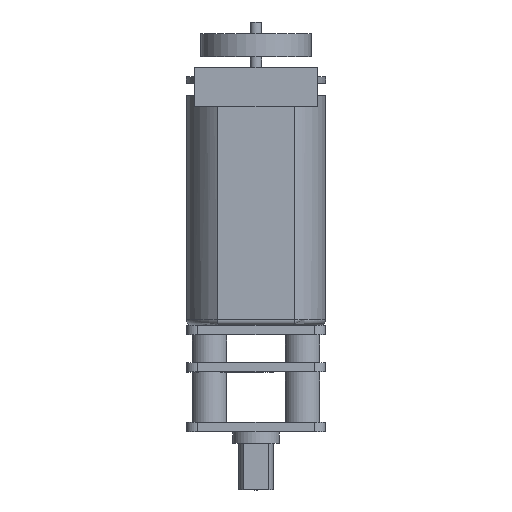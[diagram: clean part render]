
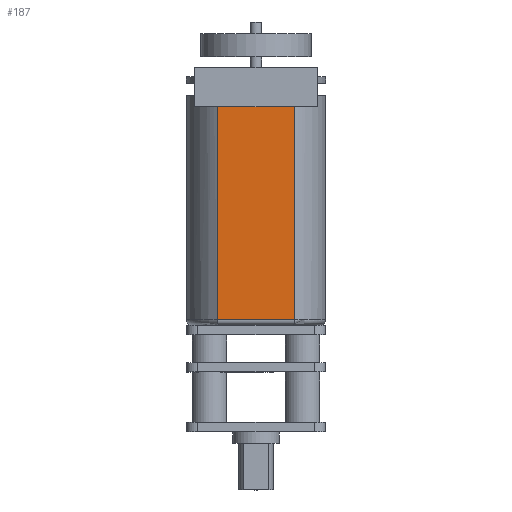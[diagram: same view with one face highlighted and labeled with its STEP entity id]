
A CAD part, top view. The second image highlights one B-rep face of the part: STEP entity #187.
In plain terms, the highlighted planar face has unit normal (0, 0, 1).
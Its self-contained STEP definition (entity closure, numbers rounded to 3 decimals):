
#187 = ADVANCED_FACE( '', ( #464, #465, #466, #467, #468 ), #469, .T. );
#464 = FACE_OUTER_BOUND( '', #857, .T. );
#465 = FACE_BOUND( '', #858, .T. );
#466 = FACE_BOUND( '', #859, .T. );
#467 = FACE_BOUND( '', #860, .T. );
#468 = FACE_BOUND( '', #861, .T. );
#469 = PLANE( '', #862 );
#857 = EDGE_LOOP( '', ( #1359, #1360, #1361, #1362, #1363, #1364, #1365, #1366, #1367, #1368, #1369, #1370 ) );
#858 = EDGE_LOOP( '', ( #1371 ) );
#859 = EDGE_LOOP( '', ( #1372 ) );
#860 = EDGE_LOOP( '', ( #1373 ) );
#861 = EDGE_LOOP( '', ( #1374 ) );
#862 = AXIS2_PLACEMENT_3D( '', #1375, #1376, #1377 );
#1359 = ORIENTED_EDGE( '', *, *, #2191, .T. );
#1360 = ORIENTED_EDGE( '', *, *, #2233, .F. );
#1361 = ORIENTED_EDGE( '', *, *, #2234, .F. );
#1362 = ORIENTED_EDGE( '', *, *, #2235, .F. );
#1363 = ORIENTED_EDGE( '', *, *, #2236, .T. );
#1364 = ORIENTED_EDGE( '', *, *, #2237, .F. );
#1365 = ORIENTED_EDGE( '', *, *, #2238, .T. );
#1366 = ORIENTED_EDGE( '', *, *, #2211, .F. );
#1367 = ORIENTED_EDGE( '', *, *, #2134, .T. );
#1368 = ORIENTED_EDGE( '', *, *, #2239, .T. );
#1369 = ORIENTED_EDGE( '', *, *, #2240, .F. );
#1370 = ORIENTED_EDGE( '', *, *, #2241, .F. );
#1371 = ORIENTED_EDGE( '', *, *, #2242, .F. );
#1372 = ORIENTED_EDGE( '', *, *, #2243, .F. );
#1373 = ORIENTED_EDGE( '', *, *, #2139, .F. );
#1374 = ORIENTED_EDGE( '', *, *, #2120, .F. );
#1375 = CARTESIAN_POINT( '', ( 3.317, 19.8, 5. ) );
#1376 = DIRECTION( '', ( 0., 0., 1. ) );
#1377 = DIRECTION( '', ( 1., 0., 0. ) );
#2120 = EDGE_CURVE( '', #2494, #2494, #2495, .T. );
#2134 = EDGE_CURVE( '', #2519, #2517, #2520, .T. );
#2139 = EDGE_CURVE( '', #2527, #2527, #2528, .T. );
#2191 = EDGE_CURVE( '', #2613, #2615, #2617, .T. );
#2211 = EDGE_CURVE( '', #2519, #2651, #2652, .T. );
#2233 = EDGE_CURVE( '', #2689, #2615, #2690, .T. );
#2234 = EDGE_CURVE( '', #2691, #2689, #2692, .T. );
#2235 = EDGE_CURVE( '', #2693, #2691, #2694, .T. );
#2236 = EDGE_CURVE( '', #2693, #2695, #2696, .T. );
#2237 = EDGE_CURVE( '', #2697, #2695, #2698, .T. );
#2238 = EDGE_CURVE( '', #2697, #2651, #2699, .T. );
#2239 = EDGE_CURVE( '', #2517, #2700, #2701, .F. );
#2240 = EDGE_CURVE( '', #2702, #2700, #2703, .T. );
#2241 = EDGE_CURVE( '', #2613, #2702, #2704, .T. );
#2242 = EDGE_CURVE( '', #2705, #2705, #2706, .T. );
#2243 = EDGE_CURVE( '', #2707, #2707, #2708, .T. );
#2494 = VERTEX_POINT( '', #3045 );
#2495 = CIRCLE( '', #3046, 0.5 );
#2517 = VERTEX_POINT( '', #3085 );
#2519 = VERTEX_POINT( '', #3087 );
#2520 = LINE( '', #3088, #3089 );
#2527 = VERTEX_POINT( '', #3096 );
#2528 = CIRCLE( '', #3097, 0.5 );
#2613 = VERTEX_POINT( '', #3204 );
#2615 = VERTEX_POINT( '', #3206 );
#2617 = CIRCLE( '', #3208, 0.5 );
#2651 = VERTEX_POINT( '', #3255 );
#2652 = LINE( '', #3256, #3257 );
#2689 = VERTEX_POINT( '', #3308 );
#2690 = LINE( '', #3309, #3310 );
#2691 = VERTEX_POINT( '', #3311 );
#2692 = LINE( '', #3312, #3313 );
#2693 = VERTEX_POINT( '', #3314 );
#2694 = LINE( '', #3315, #3316 );
#2695 = VERTEX_POINT( '', #3317 );
#2696 = LINE( '', #3318, #3319 );
#2697 = VERTEX_POINT( '', #3320 );
#2698 = LINE( '', #3321, #3322 );
#2699 = CIRCLE( '', #3323, 0.5 );
#2700 = VERTEX_POINT( '', #3324 );
#2701 = LINE( '', #3325, #3326 );
#2702 = VERTEX_POINT( '', #3327 );
#2703 = LINE( '', #3328, #3329 );
#2704 = LINE( '', #3330, #3331 );
#2705 = VERTEX_POINT( '', #3332 );
#2706 = CIRCLE( '', #3333, 0.5 );
#2707 = VERTEX_POINT( '', #3334 );
#2708 = CIRCLE( '', #3335, 0.5 );
#3045 = CARTESIAN_POINT( '', ( -1.72, 20.3, 5. ) );
#3046 = AXIS2_PLACEMENT_3D( '', #3775, #3776, #3777 );
#3085 = CARTESIAN_POINT( '', ( -3.317, 0.5, 5. ) );
#3087 = CARTESIAN_POINT( '', ( -3.317, 19.8, 5. ) );
#3088 = CARTESIAN_POINT( '', ( -3.317, 19.8, 5. ) );
#3089 = VECTOR( '', #3788, 1000. );
#3096 = CARTESIAN_POINT( '', ( -0.24, 20.3, 5. ) );
#3097 = AXIS2_PLACEMENT_3D( '', #3798, #3799, #3800 );
#3204 = CARTESIAN_POINT( '', ( 3.7, 19.8, 5. ) );
#3206 = CARTESIAN_POINT( '', ( 3.7, 20.8, 5. ) );
#3208 = AXIS2_PLACEMENT_3D( '', #3874, #3875, #3876 );
#3255 = CARTESIAN_POINT( '', ( -3.7, 19.8, 5. ) );
#3256 = CARTESIAN_POINT( '', ( 4.2, 19.8, 5. ) );
#3257 = VECTOR( '', #3896, 1000. );
#3308 = CARTESIAN_POINT( '', ( 3.317, 20.8, 5. ) );
#3309 = CARTESIAN_POINT( '', ( -4.2, 20.8, 5. ) );
#3310 = VECTOR( '', #3917, 1000. );
#3311 = CARTESIAN_POINT( '', ( 3.317, 21.4, 5. ) );
#3312 = CARTESIAN_POINT( '', ( 3.317, 21.4, 5. ) );
#3313 = VECTOR( '', #3918, 1000. );
#3314 = CARTESIAN_POINT( '', ( -3.317, 21.4, 5. ) );
#3315 = CARTESIAN_POINT( '', ( -3.317, 21.4, 5. ) );
#3316 = VECTOR( '', #3919, 1000. );
#3317 = CARTESIAN_POINT( '', ( -3.317, 20.8, 5. ) );
#3318 = CARTESIAN_POINT( '', ( -3.317, 21.4, 5. ) );
#3319 = VECTOR( '', #3920, 1000. );
#3320 = CARTESIAN_POINT( '', ( -3.7, 20.8, 5. ) );
#3321 = CARTESIAN_POINT( '', ( -4.2, 20.8, 5. ) );
#3322 = VECTOR( '', #3921, 1000. );
#3323 = AXIS2_PLACEMENT_3D( '', #3922, #3923, #3924 );
#3324 = CARTESIAN_POINT( '', ( 3.317, 0.5, 5. ) );
#3325 = CARTESIAN_POINT( '', ( 3.317, 0.5, 5. ) );
#3326 = VECTOR( '', #3925, 1000. );
#3327 = CARTESIAN_POINT( '', ( 3.317, 19.8, 5. ) );
#3328 = CARTESIAN_POINT( '', ( 3.317, 19.8, 5. ) );
#3329 = VECTOR( '', #3926, 1000. );
#3330 = CARTESIAN_POINT( '', ( 4.2, 19.8, 5. ) );
#3331 = VECTOR( '', #3927, 1000. );
#3332 = CARTESIAN_POINT( '', ( 2.72, 20.3, 5. ) );
#3333 = AXIS2_PLACEMENT_3D( '', #3928, #3929, #3930 );
#3334 = CARTESIAN_POINT( '', ( 1.24, 20.3, 5. ) );
#3335 = AXIS2_PLACEMENT_3D( '', #3931, #3932, #3933 );
#3775 = CARTESIAN_POINT( '', ( -2.22, 20.3, 5. ) );
#3776 = DIRECTION( '', ( 0., 0., 1. ) );
#3777 = DIRECTION( '', ( 1., 0., 0. ) );
#3788 = DIRECTION( '', ( 0., -1., 0. ) );
#3798 = CARTESIAN_POINT( '', ( -0.74, 20.3, 5. ) );
#3799 = DIRECTION( '', ( 0., 0., 1. ) );
#3800 = DIRECTION( '', ( 1., 0., 0. ) );
#3874 = CARTESIAN_POINT( '', ( 3.7, 20.3, 5. ) );
#3875 = DIRECTION( '', ( 0., 0., -1. ) );
#3876 = DIRECTION( '', ( 1., 0., 0. ) );
#3896 = DIRECTION( '', ( -1., 0., 0. ) );
#3917 = DIRECTION( '', ( 1., 0., 0. ) );
#3918 = DIRECTION( '', ( 0., -1., 0. ) );
#3919 = DIRECTION( '', ( 1., 0., 0. ) );
#3920 = DIRECTION( '', ( 0., -1., 0. ) );
#3921 = DIRECTION( '', ( 1., 0., 0. ) );
#3922 = CARTESIAN_POINT( '', ( -3.7, 20.3, 5. ) );
#3923 = DIRECTION( '', ( 0., 0., -1. ) );
#3924 = DIRECTION( '', ( 1., 0., 0. ) );
#3925 = DIRECTION( '', ( -1., 0., 0. ) );
#3926 = DIRECTION( '', ( 0., -1., 0. ) );
#3927 = DIRECTION( '', ( -1., 0., 0. ) );
#3928 = CARTESIAN_POINT( '', ( 2.22, 20.3, 5. ) );
#3929 = DIRECTION( '', ( 0., 0., 1. ) );
#3930 = DIRECTION( '', ( 1., 0., 0. ) );
#3931 = CARTESIAN_POINT( '', ( 0.74, 20.3, 5. ) );
#3932 = DIRECTION( '', ( 0., 0., 1. ) );
#3933 = DIRECTION( '', ( 1., 0., 0. ) );
